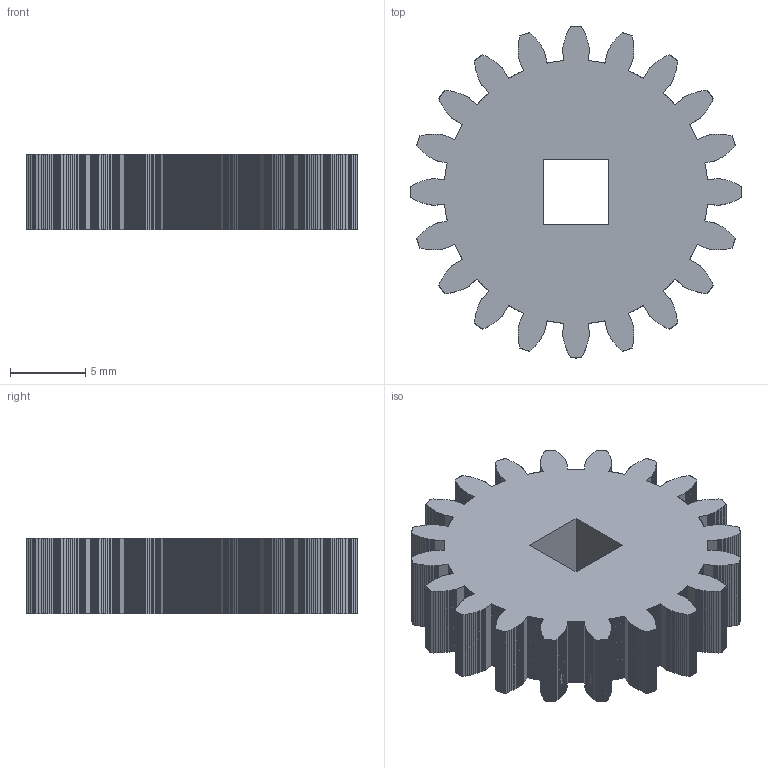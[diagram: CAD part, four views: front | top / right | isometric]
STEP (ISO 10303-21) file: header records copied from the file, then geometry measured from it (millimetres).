
FILE_DESCRIPTION (( 'STEP AP214' ), '1' );
FILE_NAME ('Gear20T.STEP', '2025-07-09T01:04:03', ( '' ), ( '' ), 'SwSTEP 2.0', 'SolidWorks 2024', '' );
FILE_SCHEMA (( 'AUTOMOTIVE_DESIGN' ));
Length unit declared in the file: millimetre
Products named in the file (1): Gear20T_Pivot
Bounding box: 22 x 22 x 5 mm (x, y, z)
Volume: 1439.5 mm3; surface area: 1320.2 mm2
Topology: 1 solids, 1 shells, 1566 faces, 4692 edges, 3128 vertices
Faces by surface type: plane 1566
Entity records: 51663 total; most frequent: CARTESIAN_POINT 9387, ORIENTED_EDGE 9384, DIRECTION 7826, LINE 4692, EDGE_CURVE 4692, VECTOR 4692, VERTEX_POINT 3128, EDGE_LOOP 1568
